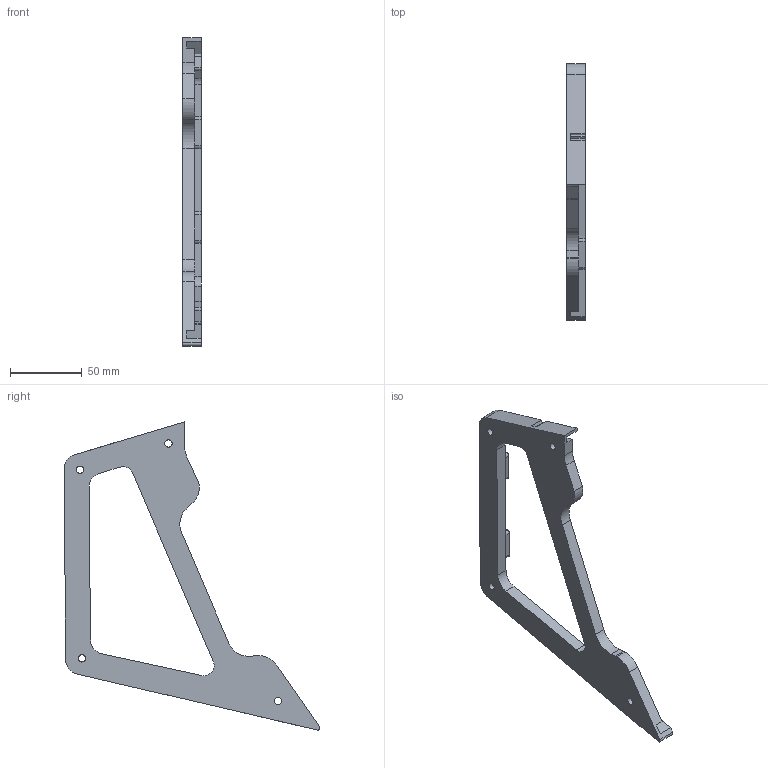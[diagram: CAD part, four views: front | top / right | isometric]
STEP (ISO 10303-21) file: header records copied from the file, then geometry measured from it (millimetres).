
FILE_DESCRIPTION (( 'STEP AP203' ), '1' );
FILE_NAME ('HDPE Slotted Sides.STEP', '2014-07-10T23:02:04', ( '' ), ( '' ), 'SwSTEP 2.0', 'SolidWorks 2013', '' );
FILE_SCHEMA (( 'CONFIG_CONTROL_DESIGN' ));
Length unit declared in the file: inch
Products named in the file (1): HDPE Slotted Sides
Bounding box: 12.7 x 177.8 x 214.19 mm (x, y, z)
Volume: 84270.7 mm3; surface area: 41235.6 mm2
Topology: 1 solids, 1 shells, 133 faces, 384 edges, 253 vertices
Faces by surface type: plane 96, cylinder 37
Entity records: 4439 total; most frequent: CARTESIAN_POINT 771, ORIENTED_EDGE 768, DIRECTION 726, EDGE_CURVE 384, LINE 310, VECTOR 310, VERTEX_POINT 253, AXIS2_PLACEMENT_3D 208
